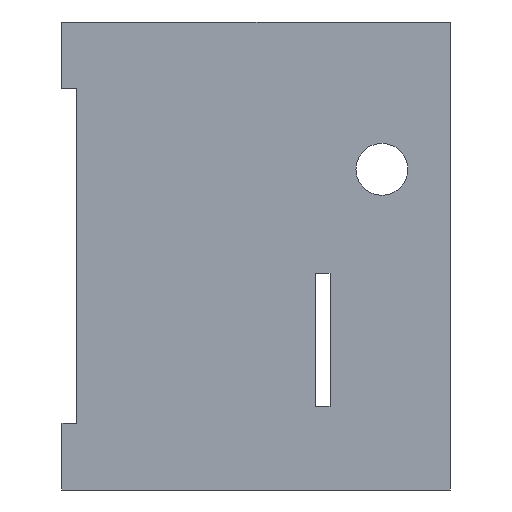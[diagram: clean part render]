
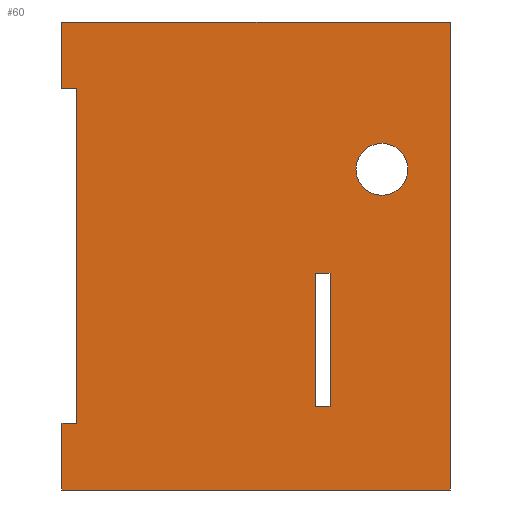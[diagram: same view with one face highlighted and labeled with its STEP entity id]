
A CAD part, front view. The second image highlights one B-rep face of the part: STEP entity #60.
In plain terms, the highlighted planar face has unit normal (0, -1, 0).
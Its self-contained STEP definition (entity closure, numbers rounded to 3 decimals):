
#60=ADVANCED_FACE('',(#127,#129,#131),#133,.F.);
#127=FACE_BOUND('',#128,.T.);
#128=EDGE_LOOP('',(#274,#275,#276,#277,#278,#279,#280,#281));
#129=FACE_BOUND('',#130,.T.);
#130=EDGE_LOOP('',(#282,#283,#284,#285));
#131=FACE_BOUND('',#132,.T.);
#132=EDGE_LOOP('',(#286));
#133=PLANE('',#134);
#134=AXIS2_PLACEMENT_3D('',#135,#136,#137);
#135=CARTESIAN_POINT('',(0.,-14.,0.));
#136=DIRECTION('',(0.,1.,0.));
#137=DIRECTION('',(-1.,0.,0.));
#274=ORIENTED_EDGE('',*,*,#372,.F.);
#275=ORIENTED_EDGE('',*,*,#346,.T.);
#276=ORIENTED_EDGE('',*,*,#371,.F.);
#277=ORIENTED_EDGE('',*,*,#352,.F.);
#278=ORIENTED_EDGE('',*,*,#373,.F.);
#279=ORIENTED_EDGE('',*,*,#374,.T.);
#280=ORIENTED_EDGE('',*,*,#375,.F.);
#281=ORIENTED_EDGE('',*,*,#376,.F.);
#282=ORIENTED_EDGE('',*,*,#377,.T.);
#283=ORIENTED_EDGE('',*,*,#378,.T.);
#284=ORIENTED_EDGE('',*,*,#379,.T.);
#285=ORIENTED_EDGE('',*,*,#380,.T.);
#286=ORIENTED_EDGE('',*,*,#381,.T.);
#346=EDGE_CURVE('',#406,#404,#407,.T.);
#352=EDGE_CURVE('',#416,#418,#419,.T.);
#371=EDGE_CURVE('',#418,#404,#450,.T.);
#372=EDGE_CURVE('',#406,#451,#452,.T.);
#373=EDGE_CURVE('',#453,#416,#454,.T.);
#374=EDGE_CURVE('',#453,#455,#456,.T.);
#375=EDGE_CURVE('',#457,#455,#458,.T.);
#376=EDGE_CURVE('',#451,#457,#459,.T.);
#377=EDGE_CURVE('',#460,#461,#462,.T.);
#378=EDGE_CURVE('',#461,#463,#464,.T.);
#379=EDGE_CURVE('',#463,#465,#466,.T.);
#380=EDGE_CURVE('',#465,#460,#467,.T.);
#381=EDGE_CURVE('',#468,#468,#469,.T.);
#404=VERTEX_POINT('',#502);
#406=VERTEX_POINT('',#506);
#407=LINE('',#507,#508);
#416=VERTEX_POINT('',#526);
#418=VERTEX_POINT('',#530);
#419=LINE('',#531,#532);
#450=LINE('',#601,#602);
#451=VERTEX_POINT('',#604);
#452=LINE('',#605,#606);
#453=VERTEX_POINT('',#608);
#454=LINE('',#609,#610);
#455=VERTEX_POINT('',#612);
#456=LINE('',#613,#614);
#457=VERTEX_POINT('',#616);
#458=LINE('',#617,#618);
#459=LINE('',#620,#621);
#460=VERTEX_POINT('',#623);
#461=VERTEX_POINT('',#624);
#462=LINE('',#625,#626);
#463=VERTEX_POINT('',#628);
#464=LINE('',#629,#630);
#465=VERTEX_POINT('',#632);
#466=LINE('',#633,#634);
#467=LINE('',#636,#637);
#468=VERTEX_POINT('',#639);
#469=CIRCLE('',#640,1.75);
#502=CARTESIAN_POINT('',(-21.6,-14.,9.95));
#506=CARTESIAN_POINT('',(4.6,-14.,9.95));
#507=CARTESIAN_POINT('',(4.6,-14.,9.95));
#508=VECTOR('',#509,1.);
#509=DIRECTION('',(-1.,0.,0.));
#526=CARTESIAN_POINT('',(-20.6,-14.,5.471));
#530=CARTESIAN_POINT('',(-21.6,-14.,5.471));
#531=CARTESIAN_POINT('',(-20.6,-14.,5.471));
#532=VECTOR('',#533,1.);
#533=DIRECTION('',(-1.,0.,0.));
#601=CARTESIAN_POINT('',(-21.6,-14.,5.471));
#602=VECTOR('',#603,1.);
#603=DIRECTION('',(0.,0.,1.));
#604=CARTESIAN_POINT('',(4.6,-14.,-21.65));
#605=CARTESIAN_POINT('',(4.6,-14.,9.95));
#606=VECTOR('',#607,1.);
#607=DIRECTION('',(0.,0.,-1.));
#608=CARTESIAN_POINT('',(-20.6,-14.,-17.15));
#609=CARTESIAN_POINT('',(-20.6,-14.,-17.15));
#610=VECTOR('',#611,1.);
#611=DIRECTION('',(0.,0.,1.));
#612=CARTESIAN_POINT('',(-21.6,-14.,-17.15));
#613=CARTESIAN_POINT('',(-20.6,-14.,-17.15));
#614=VECTOR('',#615,1.);
#615=DIRECTION('',(-1.,0.,0.));
#616=CARTESIAN_POINT('',(-21.6,-14.,-21.65));
#617=CARTESIAN_POINT('',(-21.6,-14.,-21.65));
#618=VECTOR('',#619,1.);
#619=DIRECTION('',(0.,0.,1.));
#620=CARTESIAN_POINT('',(4.6,-14.,-21.65));
#621=VECTOR('',#622,1.);
#622=DIRECTION('',(-1.,0.,0.));
#623=CARTESIAN_POINT('',(-3.5,-14.,-16.));
#624=CARTESIAN_POINT('',(-4.5,-14.,-16.));
#625=CARTESIAN_POINT('',(-3.5,-14.,-16.));
#626=VECTOR('',#627,1.);
#627=DIRECTION('',(-1.,0.,0.));
#628=CARTESIAN_POINT('',(-4.5,-14.,-7.));
#629=CARTESIAN_POINT('',(-4.5,-14.,-16.));
#630=VECTOR('',#631,1.);
#631=DIRECTION('',(0.,0.,1.));
#632=CARTESIAN_POINT('',(-3.5,-14.,-7.));
#633=CARTESIAN_POINT('',(-4.5,-14.,-7.));
#634=VECTOR('',#635,1.);
#635=DIRECTION('',(1.,0.,0.));
#636=CARTESIAN_POINT('',(-3.5,-14.,-7.));
#637=VECTOR('',#638,1.);
#638=DIRECTION('',(0.,0.,-1.));
#639=CARTESIAN_POINT('',(-1.75,-14.,0.));
#640=AXIS2_PLACEMENT_3D('',#641,#642,#643);
#641=CARTESIAN_POINT('',(0.,-14.,0.));
#642=DIRECTION('',(0.,1.,0.));
#643=DIRECTION('',(-1.,0.,0.));
